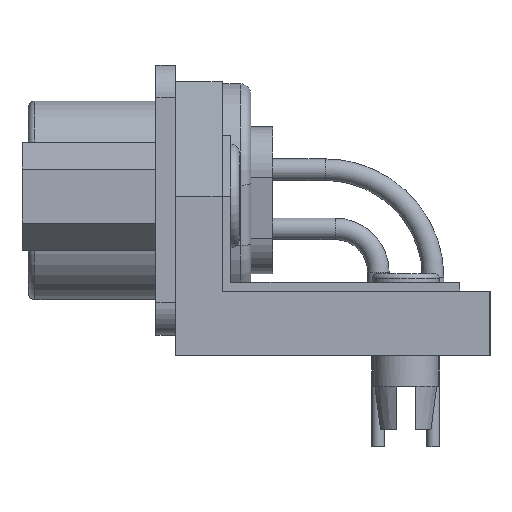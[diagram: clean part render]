
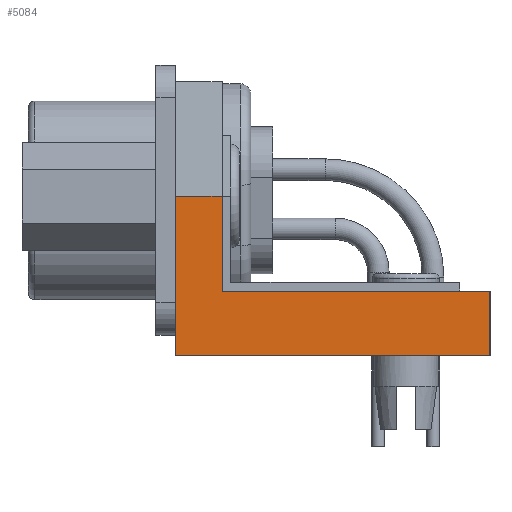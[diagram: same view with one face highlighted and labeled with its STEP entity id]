
A CAD part, left-side view. The second image highlights one B-rep face of the part: STEP entity #5084.
In plain terms, the highlighted planar face has unit normal (-1, 0, 0).
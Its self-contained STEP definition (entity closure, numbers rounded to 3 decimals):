
#830=FACE_OUTER_BOUND('',#1232,.T.);
#1232=EDGE_LOOP('',(#4284,#4285,#4286,#4287,#4288,#4289));
#1738=LINE('',#8476,#2142);
#1741=LINE('',#8482,#2145);
#1744=LINE('',#8489,#2148);
#1745=LINE('',#8490,#2149);
#1746=LINE('',#8492,#2150);
#1747=LINE('',#8493,#2151);
#2142=VECTOR('',#6923,12.4);
#2145=VECTOR('',#6928,3.);
#2148=VECTOR('',#6933,7.4);
#2149=VECTOR('',#6934,14.57);
#2150=VECTOR('',#6935,4.4);
#2151=VECTOR('',#6936,2.17);
#2550=VERTEX_POINT('',#8473);
#2551=VERTEX_POINT('',#8475);
#2553=VERTEX_POINT('',#8481);
#2555=VERTEX_POINT('',#8487);
#2556=VERTEX_POINT('',#8488);
#2557=VERTEX_POINT('',#8491);
#3160=EDGE_CURVE('',#2550,#2551,#1738,.T.);
#3163=EDGE_CURVE('',#2553,#2551,#1741,.T.);
#3166=EDGE_CURVE('',#2555,#2556,#1744,.T.);
#3167=EDGE_CURVE('',#2555,#2553,#1745,.T.);
#3168=EDGE_CURVE('',#2557,#2550,#1746,.T.);
#3169=EDGE_CURVE('',#2556,#2557,#1747,.T.);
#4284=ORIENTED_EDGE('',*,*,#3166,.F.);
#4285=ORIENTED_EDGE('',*,*,#3167,.T.);
#4286=ORIENTED_EDGE('',*,*,#3163,.T.);
#4287=ORIENTED_EDGE('',*,*,#3160,.F.);
#4288=ORIENTED_EDGE('',*,*,#3168,.F.);
#4289=ORIENTED_EDGE('',*,*,#3169,.F.);
#4775=PLANE('',#5641);
#5084=ADVANCED_FACE('',(#830),#4775,.F.);
#5641=AXIS2_PLACEMENT_3D('',#8486,#6931,#6932);
#6923=DIRECTION('',(0.,-1.,0.));
#6928=DIRECTION('',(0.,0.,1.));
#6931=DIRECTION('center_axis',(1.,0.,0.));
#6932=DIRECTION('ref_axis',(0.,0.,1.));
#6933=DIRECTION('',(0.,0.,1.));
#6934=DIRECTION('',(0.,-1.,0.));
#6935=DIRECTION('',(0.,0.,-1.));
#6936=DIRECTION('',(0.,-1.,0.));
#8473=CARTESIAN_POINT('',(-15.5,8.5,3.));
#8475=CARTESIAN_POINT('',(-15.5,-3.9,3.));
#8476=CARTESIAN_POINT('',(-15.5,-3.9,3.));
#8481=CARTESIAN_POINT('',(-15.5,-3.9,0.));
#8482=CARTESIAN_POINT('',(-15.5,-3.9,0.));
#8486=CARTESIAN_POINT('Origin',(-15.5,10.7,12.7));
#8487=CARTESIAN_POINT('',(-15.5,10.67,0.));
#8488=CARTESIAN_POINT('',(-15.5,10.67,7.4));
#8489=CARTESIAN_POINT('',(-15.5,10.67,0.));
#8490=CARTESIAN_POINT('',(-15.5,10.67,0.));
#8491=CARTESIAN_POINT('',(-15.5,8.5,7.4));
#8492=CARTESIAN_POINT('',(-15.5,8.5,0.));
#8493=CARTESIAN_POINT('',(-15.5,10.7,7.4));
